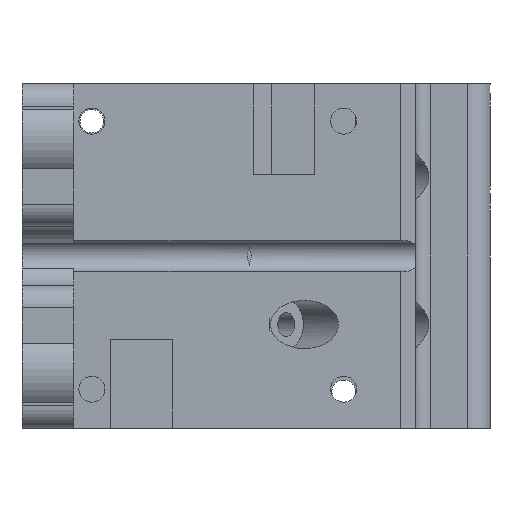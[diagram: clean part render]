
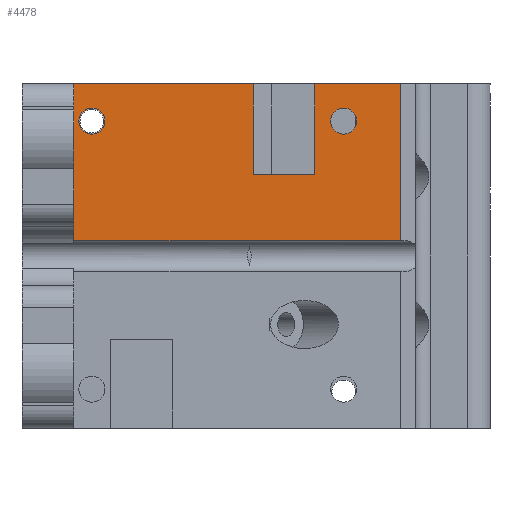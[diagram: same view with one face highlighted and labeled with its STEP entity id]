
A CAD part, front view. The second image highlights one B-rep face of the part: STEP entity #4478.
In plain terms, the highlighted planar face has unit normal (0, -1, 0).
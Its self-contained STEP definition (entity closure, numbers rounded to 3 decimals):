
#108=FACE_BOUND('',#669,.T.);
#109=FACE_BOUND('',#670,.T.);
#195=PLANE('',#4884);
#395=FACE_OUTER_BOUND('',#668,.T.);
#668=EDGE_LOOP('',(#3627,#3628,#3629,#3630,#3631,#3632,#3633,#3634));
#669=EDGE_LOOP('',(#3635));
#670=EDGE_LOOP('',(#3636));
#948=LINE('',#6967,#1385);
#953=LINE('',#6977,#1390);
#978=LINE('',#7050,#1415);
#1009=LINE('',#7200,#1446);
#1020=LINE('',#7235,#1457);
#1034=LINE('',#7345,#1471);
#1035=LINE('',#7347,#1472);
#1036=LINE('',#7348,#1473);
#1385=VECTOR('',#5469,10.);
#1390=VECTOR('',#5474,10.);
#1415=VECTOR('',#5547,10.);
#1446=VECTOR('',#5710,10.);
#1457=VECTOR('',#5747,10.);
#1471=VECTOR('',#5809,10.);
#1472=VECTOR('',#5812,10.);
#1473=VECTOR('',#5813,10.);
#1835=CIRCLE('',#4885,1.75);
#1836=CIRCLE('',#4886,1.75);
#2058=VERTEX_POINT('',#6964);
#2059=VERTEX_POINT('',#6966);
#2063=VERTEX_POINT('',#6974);
#2064=VERTEX_POINT('',#6976);
#2088=VERTEX_POINT('',#7048);
#2125=VERTEX_POINT('',#7199);
#2135=VERTEX_POINT('',#7230);
#2152=VERTEX_POINT('',#7343);
#2153=VERTEX_POINT('',#7349);
#2154=VERTEX_POINT('',#7351);
#2548=EDGE_CURVE('',#2058,#2059,#948,.T.);
#2553=EDGE_CURVE('',#2063,#2064,#953,.T.);
#2590=EDGE_CURVE('',#2088,#2058,#978,.T.);
#2657=EDGE_CURVE('',#2125,#2059,#1009,.T.);
#2675=EDGE_CURVE('',#2135,#2125,#1020,.T.);
#2704=EDGE_CURVE('',#2152,#2064,#1034,.T.);
#2705=EDGE_CURVE('',#2063,#2135,#1035,.T.);
#2706=EDGE_CURVE('',#2088,#2152,#1036,.T.);
#2707=EDGE_CURVE('',#2153,#2153,#1835,.T.);
#2708=EDGE_CURVE('',#2154,#2154,#1836,.T.);
#3627=ORIENTED_EDGE('',*,*,#2705,.T.);
#3628=ORIENTED_EDGE('',*,*,#2675,.T.);
#3629=ORIENTED_EDGE('',*,*,#2657,.T.);
#3630=ORIENTED_EDGE('',*,*,#2548,.F.);
#3631=ORIENTED_EDGE('',*,*,#2590,.F.);
#3632=ORIENTED_EDGE('',*,*,#2706,.T.);
#3633=ORIENTED_EDGE('',*,*,#2704,.T.);
#3634=ORIENTED_EDGE('',*,*,#2553,.F.);
#3635=ORIENTED_EDGE('',*,*,#2707,.T.);
#3636=ORIENTED_EDGE('',*,*,#2708,.T.);
#4478=ADVANCED_FACE('',(#395,#108,#109),#195,.T.);
#4884=AXIS2_PLACEMENT_3D('',#7346,#5810,#5811);
#4885=AXIS2_PLACEMENT_3D('',#7350,#5814,#5815);
#4886=AXIS2_PLACEMENT_3D('',#7352,#5816,#5817);
#5469=DIRECTION('',(1.,0.,0.));
#5474=DIRECTION('',(1.,0.,0.));
#5547=DIRECTION('',(0.,0.,1.));
#5710=DIRECTION('',(0.,0.,1.));
#5747=DIRECTION('',(-1.,0.,0.));
#5809=DIRECTION('',(0.,0.,1.));
#5810=DIRECTION('center_axis',(0.,-1.,0.));
#5811=DIRECTION('ref_axis',(1.,0.,0.));
#5812=DIRECTION('',(0.,0.,-1.));
#5813=DIRECTION('',(1.,0.,0.));
#5814=DIRECTION('center_axis',(0.,1.,0.));
#5815=DIRECTION('ref_axis',(1.,0.,0.));
#5816=DIRECTION('center_axis',(0.,1.,0.));
#5817=DIRECTION('ref_axis',(1.,0.,0.));
#6964=CARTESIAN_POINT('',(-30.266,22.962,165.884));
#6966=CARTESIAN_POINT('',(-6.066,22.962,165.884));
#6967=CARTESIAN_POINT('',(13.834,22.962,165.884));
#6974=CARTESIAN_POINT('',(2.284,22.962,165.884));
#6976=CARTESIAN_POINT('',(13.834,22.962,165.884));
#6977=CARTESIAN_POINT('',(13.834,22.962,165.884));
#7048=CARTESIAN_POINT('',(-30.266,22.962,144.661));
#7050=CARTESIAN_POINT('',(-30.266,22.962,119.384));
#7199=CARTESIAN_POINT('',(-6.066,22.962,153.634));
#7200=CARTESIAN_POINT('',(-6.066,22.962,142.634));
#7230=CARTESIAN_POINT('',(2.284,22.962,153.634));
#7235=CARTESIAN_POINT('',(-16.079,22.962,153.634));
#7343=CARTESIAN_POINT('',(13.834,22.962,144.661));
#7345=CARTESIAN_POINT('',(13.834,22.962,119.384));
#7346=CARTESIAN_POINT('Origin',(-30.266,22.962,119.384));
#7347=CARTESIAN_POINT('',(2.284,22.962,142.634));
#7348=CARTESIAN_POINT('',(-30.266,22.962,144.661));
#7349=CARTESIAN_POINT('',(4.414,22.962,160.844));
#7350=CARTESIAN_POINT('Origin',(6.164,22.962,160.844));
#7351=CARTESIAN_POINT('',(-29.586,22.962,160.844));
#7352=CARTESIAN_POINT('Origin',(-27.836,22.962,160.844));
